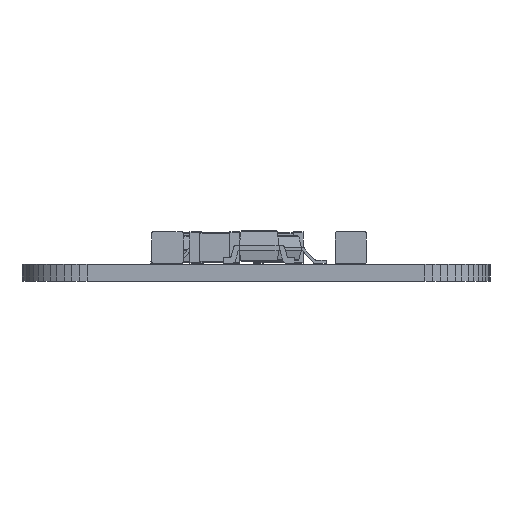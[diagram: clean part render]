
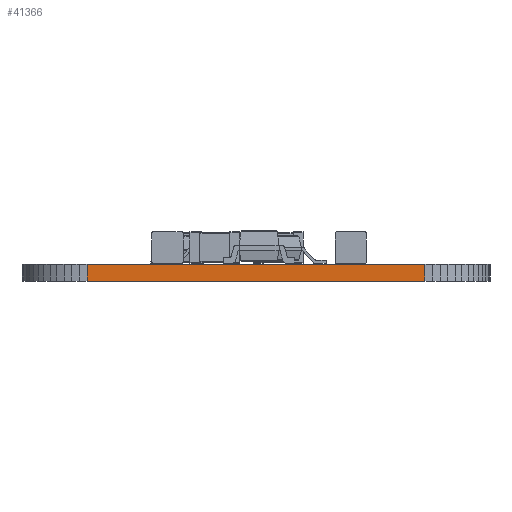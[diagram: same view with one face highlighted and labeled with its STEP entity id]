
A CAD part, front view. The second image highlights one B-rep face of the part: STEP entity #41366.
In plain terms, the highlighted planar face has unit normal (0, -1, 0).
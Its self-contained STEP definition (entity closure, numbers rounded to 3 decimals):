
#34175 = PLANE('',#34176);
#34176 = AXIS2_PLACEMENT_3D('',#34177,#34178,#34179);
#34177 = CARTESIAN_POINT('',(7.62,-18.882,0.68));
#34178 = DIRECTION('',(-0.,-0.,-1.));
#34179 = DIRECTION('',(-1.,0.,0.));
#34229 = PLANE('',#34230);
#34230 = AXIS2_PLACEMENT_3D('',#34231,#34232,#34233);
#34231 = CARTESIAN_POINT('',(7.62,-18.882,0.));
#34232 = DIRECTION('',(-0.,-0.,-1.));
#34233 = DIRECTION('',(-1.,0.,0.));
#35066 = VERTEX_POINT('',#35067);
#35067 = CARTESIAN_POINT('',(14.404,-40.714,0.));
#35081 = PLANE('',#35082);
#35082 = AXIS2_PLACEMENT_3D('',#35083,#35084,#35085);
#35083 = CARTESIAN_POINT('',(14.719,-40.695,0.));
#35084 = DIRECTION('',(0.06,-0.998,0.));
#35085 = DIRECTION('',(-0.998,-0.06,0.));
#35093 = EDGE_CURVE('',#35066,#35094,#35096,.T.);
#35094 = VERTEX_POINT('',#35095);
#35095 = CARTESIAN_POINT('',(0.836,-40.714,0.));
#35096 = SURFACE_CURVE('',#35097,(#35101,#35108),.PCURVE_S1.);
#35097 = LINE('',#35098,#35099);
#35098 = CARTESIAN_POINT('',(14.404,-40.714,0.));
#35099 = VECTOR('',#35100,1.);
#35100 = DIRECTION('',(-1.,0.,0.));
#35101 = PCURVE('',#34229,#35102);
#35102 = DEFINITIONAL_REPRESENTATION('',(#35103),#35107);
#35103 = LINE('',#35104,#35105);
#35104 = CARTESIAN_POINT('',(-6.784,-21.832));
#35105 = VECTOR('',#35106,1.);
#35106 = DIRECTION('',(1.,0.));
#35107 = ( GEOMETRIC_REPRESENTATION_CONTEXT(2) 
PARAMETRIC_REPRESENTATION_CONTEXT() REPRESENTATION_CONTEXT('2D SPACE',''
  ) );
#35108 = PCURVE('',#35109,#35114);
#35109 = PLANE('',#35110);
#35110 = AXIS2_PLACEMENT_3D('',#35111,#35112,#35113);
#35111 = CARTESIAN_POINT('',(14.404,-40.714,0.));
#35112 = DIRECTION('',(0.,-1.,0.));
#35113 = DIRECTION('',(-1.,0.,0.));
#35114 = DEFINITIONAL_REPRESENTATION('',(#35115),#35119);
#35115 = LINE('',#35116,#35117);
#35116 = CARTESIAN_POINT('',(0.,0.));
#35117 = VECTOR('',#35118,1.);
#35118 = DIRECTION('',(1.,0.));
#35119 = ( GEOMETRIC_REPRESENTATION_CONTEXT(2) 
PARAMETRIC_REPRESENTATION_CONTEXT() REPRESENTATION_CONTEXT('2D SPACE',''
  ) );
#35137 = PLANE('',#35138);
#35138 = AXIS2_PLACEMENT_3D('',#35139,#35140,#35141);
#35139 = CARTESIAN_POINT('',(0.836,-40.714,0.));
#35140 = DIRECTION('',(-0.06,-0.998,0.));
#35141 = DIRECTION('',(-0.998,0.06,0.));
#37997 = VERTEX_POINT('',#37998);
#37998 = CARTESIAN_POINT('',(14.404,-40.714,0.68));
#38019 = EDGE_CURVE('',#37997,#38020,#38022,.T.);
#38020 = VERTEX_POINT('',#38021);
#38021 = CARTESIAN_POINT('',(0.836,-40.714,0.68));
#38022 = SURFACE_CURVE('',#38023,(#38027,#38034),.PCURVE_S1.);
#38023 = LINE('',#38024,#38025);
#38024 = CARTESIAN_POINT('',(14.404,-40.714,0.68));
#38025 = VECTOR('',#38026,1.);
#38026 = DIRECTION('',(-1.,0.,0.));
#38027 = PCURVE('',#34175,#38028);
#38028 = DEFINITIONAL_REPRESENTATION('',(#38029),#38033);
#38029 = LINE('',#38030,#38031);
#38030 = CARTESIAN_POINT('',(-6.784,-21.832));
#38031 = VECTOR('',#38032,1.);
#38032 = DIRECTION('',(1.,0.));
#38033 = ( GEOMETRIC_REPRESENTATION_CONTEXT(2) 
PARAMETRIC_REPRESENTATION_CONTEXT() REPRESENTATION_CONTEXT('2D SPACE',''
  ) );
#38034 = PCURVE('',#35109,#38035);
#38035 = DEFINITIONAL_REPRESENTATION('',(#38036),#38040);
#38036 = LINE('',#38037,#38038);
#38037 = CARTESIAN_POINT('',(0.,-0.68));
#38038 = VECTOR('',#38039,1.);
#38039 = DIRECTION('',(1.,0.));
#38040 = ( GEOMETRIC_REPRESENTATION_CONTEXT(2) 
PARAMETRIC_REPRESENTATION_CONTEXT() REPRESENTATION_CONTEXT('2D SPACE',''
  ) );
#41318 = EDGE_CURVE('',#35066,#37997,#41319,.T.);
#41319 = SURFACE_CURVE('',#41320,(#41324,#41331),.PCURVE_S1.);
#41320 = LINE('',#41321,#41322);
#41321 = CARTESIAN_POINT('',(14.404,-40.714,0.));
#41322 = VECTOR('',#41323,1.);
#41323 = DIRECTION('',(0.,0.,1.));
#41324 = PCURVE('',#35081,#41325);
#41325 = DEFINITIONAL_REPRESENTATION('',(#41326),#41330);
#41326 = LINE('',#41327,#41328);
#41327 = CARTESIAN_POINT('',(0.316,0.));
#41328 = VECTOR('',#41329,1.);
#41329 = DIRECTION('',(0.,-1.));
#41330 = ( GEOMETRIC_REPRESENTATION_CONTEXT(2) 
PARAMETRIC_REPRESENTATION_CONTEXT() REPRESENTATION_CONTEXT('2D SPACE',''
  ) );
#41331 = PCURVE('',#35109,#41332);
#41332 = DEFINITIONAL_REPRESENTATION('',(#41333),#41337);
#41333 = LINE('',#41334,#41335);
#41334 = CARTESIAN_POINT('',(0.,0.));
#41335 = VECTOR('',#41336,1.);
#41336 = DIRECTION('',(0.,-1.));
#41337 = ( GEOMETRIC_REPRESENTATION_CONTEXT(2) 
PARAMETRIC_REPRESENTATION_CONTEXT() REPRESENTATION_CONTEXT('2D SPACE',''
  ) );
#41366 = ADVANCED_FACE('',(#41367),#35109,.T.);
#41367 = FACE_BOUND('',#41368,.T.);
#41368 = EDGE_LOOP('',(#41369,#41370,#41371,#41392));
#41369 = ORIENTED_EDGE('',*,*,#41318,.T.);
#41370 = ORIENTED_EDGE('',*,*,#38019,.T.);
#41371 = ORIENTED_EDGE('',*,*,#41372,.F.);
#41372 = EDGE_CURVE('',#35094,#38020,#41373,.T.);
#41373 = SURFACE_CURVE('',#41374,(#41378,#41385),.PCURVE_S1.);
#41374 = LINE('',#41375,#41376);
#41375 = CARTESIAN_POINT('',(0.836,-40.714,0.));
#41376 = VECTOR('',#41377,1.);
#41377 = DIRECTION('',(0.,0.,1.));
#41378 = PCURVE('',#35109,#41379);
#41379 = DEFINITIONAL_REPRESENTATION('',(#41380),#41384);
#41380 = LINE('',#41381,#41382);
#41381 = CARTESIAN_POINT('',(13.569,0.));
#41382 = VECTOR('',#41383,1.);
#41383 = DIRECTION('',(0.,-1.));
#41384 = ( GEOMETRIC_REPRESENTATION_CONTEXT(2) 
PARAMETRIC_REPRESENTATION_CONTEXT() REPRESENTATION_CONTEXT('2D SPACE',''
  ) );
#41385 = PCURVE('',#35137,#41386);
#41386 = DEFINITIONAL_REPRESENTATION('',(#41387),#41391);
#41387 = LINE('',#41388,#41389);
#41388 = CARTESIAN_POINT('',(0.,0.));
#41389 = VECTOR('',#41390,1.);
#41390 = DIRECTION('',(0.,-1.));
#41391 = ( GEOMETRIC_REPRESENTATION_CONTEXT(2) 
PARAMETRIC_REPRESENTATION_CONTEXT() REPRESENTATION_CONTEXT('2D SPACE',''
  ) );
#41392 = ORIENTED_EDGE('',*,*,#35093,.F.);
